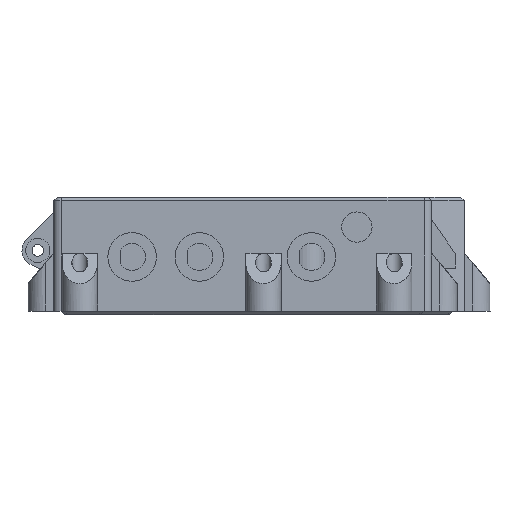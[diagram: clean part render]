
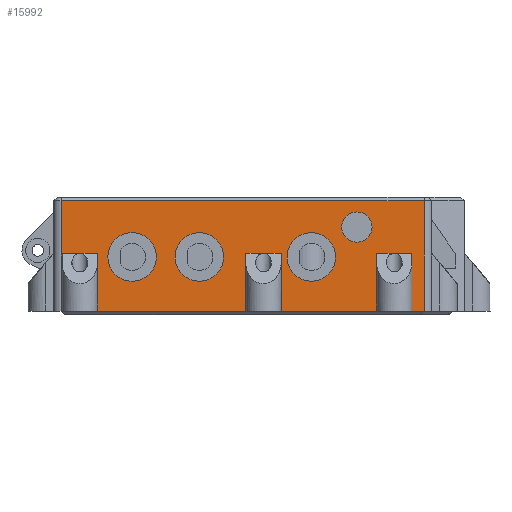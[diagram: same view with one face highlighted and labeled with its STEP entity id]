
A CAD part, left-side view. The second image highlights one B-rep face of the part: STEP entity #15992.
In plain terms, the highlighted planar face has unit normal (-1, 0, 0).
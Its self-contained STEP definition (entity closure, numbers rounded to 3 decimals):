
#1171=FACE_BOUND('',#2903,.T.);
#1172=FACE_BOUND('',#2904,.T.);
#1173=FACE_BOUND('',#2905,.T.);
#1174=FACE_BOUND('',#2906,.T.);
#1282=CIRCLE('',#16306,6.5);
#1307=CIRCLE('',#16553,6.5);
#1308=CIRCLE('',#16554,4.05);
#1309=CIRCLE('',#16555,6.5);
#1983=FACE_OUTER_BOUND('',#2902,.T.);
#2902=EDGE_LOOP('',(#13576,#13577,#13578,#13579,#13580,#13581,#13582,#13583,
#13584,#13585,#13586,#13587,#13588,#13589,#13590,#13591,#13592,#13593,#13594));
#2903=EDGE_LOOP('',(#13595));
#2904=EDGE_LOOP('',(#13596));
#2905=EDGE_LOOP('',(#13597));
#2906=EDGE_LOOP('',(#13598));
#4192=LINE('',#29208,#5716);
#4198=LINE('',#29223,#5722);
#4260=LINE('',#29353,#5784);
#4261=LINE('',#29355,#5785);
#4262=LINE('',#29357,#5786);
#4263=LINE('',#29359,#5787);
#4264=LINE('',#29361,#5788);
#4265=LINE('',#29363,#5789);
#4266=LINE('',#29365,#5790);
#4267=LINE('',#29367,#5791);
#4268=LINE('',#29369,#5792);
#4269=LINE('',#29371,#5793);
#4270=LINE('',#29373,#5794);
#4271=LINE('',#29375,#5795);
#4272=LINE('',#29377,#5796);
#4273=LINE('',#29379,#5797);
#4274=LINE('',#29381,#5798);
#4275=LINE('',#29383,#5799);
#4276=LINE('',#29384,#5800);
#5716=VECTOR('',#18447,10.);
#5722=VECTOR('',#18465,10.);
#5784=VECTOR('',#18547,10.);
#5785=VECTOR('',#18548,10.);
#5786=VECTOR('',#18549,10.);
#5787=VECTOR('',#18550,10.);
#5788=VECTOR('',#18551,10.);
#5789=VECTOR('',#18552,10.);
#5790=VECTOR('',#18553,10.);
#5791=VECTOR('',#18554,10.);
#5792=VECTOR('',#18555,10.);
#5793=VECTOR('',#18556,10.);
#5794=VECTOR('',#18557,10.);
#5795=VECTOR('',#18558,10.);
#5796=VECTOR('',#18559,10.);
#5797=VECTOR('',#18560,10.);
#5798=VECTOR('',#18561,10.);
#5799=VECTOR('',#18562,10.);
#5800=VECTOR('',#18563,10.);
#6314=VERTEX_POINT('',#19956);
#7425=VERTEX_POINT('',#29203);
#7426=VERTEX_POINT('',#29207);
#7429=VERTEX_POINT('',#29221);
#7487=VERTEX_POINT('',#29352);
#7488=VERTEX_POINT('',#29354);
#7489=VERTEX_POINT('',#29356);
#7490=VERTEX_POINT('',#29358);
#7491=VERTEX_POINT('',#29360);
#7492=VERTEX_POINT('',#29362);
#7493=VERTEX_POINT('',#29364);
#7494=VERTEX_POINT('',#29366);
#7495=VERTEX_POINT('',#29368);
#7496=VERTEX_POINT('',#29370);
#7497=VERTEX_POINT('',#29372);
#7498=VERTEX_POINT('',#29374);
#7499=VERTEX_POINT('',#29376);
#7500=VERTEX_POINT('',#29378);
#7501=VERTEX_POINT('',#29380);
#7502=VERTEX_POINT('',#29382);
#7503=VERTEX_POINT('',#29385);
#7504=VERTEX_POINT('',#29387);
#7505=VERTEX_POINT('',#29389);
#7898=EDGE_CURVE('',#6314,#6314,#1282,.T.);
#9527=EDGE_CURVE('',#7425,#7426,#4192,.T.);
#9535=EDGE_CURVE('',#7429,#7425,#4198,.T.);
#9600=EDGE_CURVE('',#7487,#7429,#4260,.T.);
#9601=EDGE_CURVE('',#7487,#7488,#4261,.T.);
#9602=EDGE_CURVE('',#7488,#7489,#4262,.T.);
#9603=EDGE_CURVE('',#7489,#7490,#4263,.T.);
#9604=EDGE_CURVE('',#7490,#7491,#4264,.T.);
#9605=EDGE_CURVE('',#7492,#7491,#4265,.T.);
#9606=EDGE_CURVE('',#7492,#7493,#4266,.T.);
#9607=EDGE_CURVE('',#7493,#7494,#4267,.T.);
#9608=EDGE_CURVE('',#7494,#7495,#4268,.T.);
#9609=EDGE_CURVE('',#7495,#7496,#4269,.T.);
#9610=EDGE_CURVE('',#7497,#7496,#4270,.T.);
#9611=EDGE_CURVE('',#7497,#7498,#4271,.T.);
#9612=EDGE_CURVE('',#7498,#7499,#4272,.T.);
#9613=EDGE_CURVE('',#7499,#7500,#4273,.T.);
#9614=EDGE_CURVE('',#7500,#7501,#4274,.T.);
#9615=EDGE_CURVE('',#7502,#7501,#4275,.T.);
#9616=EDGE_CURVE('',#7426,#7502,#4276,.T.);
#9617=EDGE_CURVE('',#7503,#7503,#1307,.T.);
#9618=EDGE_CURVE('',#7504,#7504,#1308,.T.);
#9619=EDGE_CURVE('',#7505,#7505,#1309,.T.);
#13576=ORIENTED_EDGE('',*,*,#9527,.F.);
#13577=ORIENTED_EDGE('',*,*,#9535,.F.);
#13578=ORIENTED_EDGE('',*,*,#9600,.F.);
#13579=ORIENTED_EDGE('',*,*,#9601,.T.);
#13580=ORIENTED_EDGE('',*,*,#9602,.T.);
#13581=ORIENTED_EDGE('',*,*,#9603,.T.);
#13582=ORIENTED_EDGE('',*,*,#9604,.T.);
#13583=ORIENTED_EDGE('',*,*,#9605,.F.);
#13584=ORIENTED_EDGE('',*,*,#9606,.T.);
#13585=ORIENTED_EDGE('',*,*,#9607,.T.);
#13586=ORIENTED_EDGE('',*,*,#9608,.T.);
#13587=ORIENTED_EDGE('',*,*,#9609,.T.);
#13588=ORIENTED_EDGE('',*,*,#9610,.F.);
#13589=ORIENTED_EDGE('',*,*,#9611,.T.);
#13590=ORIENTED_EDGE('',*,*,#9612,.T.);
#13591=ORIENTED_EDGE('',*,*,#9613,.T.);
#13592=ORIENTED_EDGE('',*,*,#9614,.T.);
#13593=ORIENTED_EDGE('',*,*,#9615,.F.);
#13594=ORIENTED_EDGE('',*,*,#9616,.F.);
#13595=ORIENTED_EDGE('',*,*,#7898,.T.);
#13596=ORIENTED_EDGE('',*,*,#9617,.T.);
#13597=ORIENTED_EDGE('',*,*,#9618,.T.);
#13598=ORIENTED_EDGE('',*,*,#9619,.T.);
#15182=PLANE('',#16552);
#15992=ADVANCED_FACE('',(#1983,#1171,#1172,#1173,#1174),#15182,.T.);
#16306=AXIS2_PLACEMENT_3D('',#19957,#17077,#17078);
#16552=AXIS2_PLACEMENT_3D('',#29351,#18545,#18546);
#16553=AXIS2_PLACEMENT_3D('',#29386,#18564,#18565);
#16554=AXIS2_PLACEMENT_3D('',#29388,#18566,#18567);
#16555=AXIS2_PLACEMENT_3D('',#29390,#18568,#18569);
#17077=DIRECTION('center_axis',(1.,0.,0.));
#17078=DIRECTION('ref_axis',(0.,-1.,0.));
#18447=DIRECTION('',(0.,-1.,0.));
#18465=DIRECTION('',(0.,0.,1.));
#18545=DIRECTION('center_axis',(-1.,0.,0.));
#18546=DIRECTION('ref_axis',(0.,0.,1.));
#18547=DIRECTION('',(0.,1.,0.));
#18548=DIRECTION('',(0.,0.,1.));
#18549=DIRECTION('',(0.,-1.,0.));
#18550=DIRECTION('',(0.,-1.,0.));
#18551=DIRECTION('',(0.,0.,-1.));
#18552=DIRECTION('',(0.,1.,0.));
#18553=DIRECTION('',(0.,0.,1.));
#18554=DIRECTION('',(0.,-1.,0.));
#18555=DIRECTION('',(0.,-1.,0.));
#18556=DIRECTION('',(0.,0.,-1.));
#18557=DIRECTION('',(0.,1.,0.));
#18558=DIRECTION('',(0.,0.,1.));
#18559=DIRECTION('',(0.,-1.,0.));
#18560=DIRECTION('',(0.,-1.,0.));
#18561=DIRECTION('',(0.,0.,-1.));
#18562=DIRECTION('',(0.,1.,0.));
#18563=DIRECTION('',(0.,0.,-1.));
#18564=DIRECTION('center_axis',(1.,0.,0.));
#18565=DIRECTION('ref_axis',(0.,-1.,0.));
#18566=DIRECTION('center_axis',(1.,0.,0.));
#18567=DIRECTION('ref_axis',(0.,-1.,0.));
#18568=DIRECTION('center_axis',(1.,0.,0.));
#18569=DIRECTION('ref_axis',(0.,-1.,0.));
#19956=CARTESIAN_POINT('',(-52.95,19.,9.));
#19957=CARTESIAN_POINT('Origin',(-52.95,12.5,9.));
#29203=CARTESIAN_POINT('',(-52.95,79.5,24.));
#29207=CARTESIAN_POINT('',(-52.95,-17.7,24.));
#29208=CARTESIAN_POINT('',(-52.95,5.6,24.));
#29221=CARTESIAN_POINT('',(-52.95,79.5,-5.5));
#29223=CARTESIAN_POINT('',(-52.95,79.5,25.));
#29351=CARTESIAN_POINT('Origin',(-52.95,-19.7,25.));
#29352=CARTESIAN_POINT('',(-52.95,79.25,-5.5));
#29353=CARTESIAN_POINT('',(-52.95,5.6,-5.5));
#29354=CARTESIAN_POINT('',(-52.95,79.25,10.));
#29355=CARTESIAN_POINT('',(-52.95,79.25,10.));
#29356=CARTESIAN_POINT('',(-52.95,74.5,10.));
#29357=CARTESIAN_POINT('',(-52.95,27.4,10.));
#29358=CARTESIAN_POINT('',(-52.95,69.75,10.));
#29359=CARTESIAN_POINT('',(-52.95,27.4,10.));
#29360=CARTESIAN_POINT('',(-52.95,69.75,-5.5));
#29361=CARTESIAN_POINT('',(-52.95,69.75,-5.));
#29362=CARTESIAN_POINT('',(-52.95,30.05,-5.5));
#29363=CARTESIAN_POINT('',(-52.95,5.6,-5.5));
#29364=CARTESIAN_POINT('',(-52.95,30.05,10.));
#29365=CARTESIAN_POINT('',(-52.95,30.05,10.));
#29366=CARTESIAN_POINT('',(-52.95,25.3,10.));
#29367=CARTESIAN_POINT('',(-52.95,2.8,10.));
#29368=CARTESIAN_POINT('',(-52.95,20.55,10.));
#29369=CARTESIAN_POINT('',(-52.95,2.8,10.));
#29370=CARTESIAN_POINT('',(-52.95,20.55,-5.5));
#29371=CARTESIAN_POINT('',(-52.95,20.55,-5.));
#29372=CARTESIAN_POINT('',(-52.95,-4.95,-5.5));
#29373=CARTESIAN_POINT('',(-52.95,5.6,-5.5));
#29374=CARTESIAN_POINT('',(-52.95,-4.95,10.));
#29375=CARTESIAN_POINT('',(-52.95,-4.95,10.));
#29376=CARTESIAN_POINT('',(-52.95,-9.7,10.));
#29377=CARTESIAN_POINT('',(-52.95,-14.7,10.));
#29378=CARTESIAN_POINT('',(-52.95,-14.45,10.));
#29379=CARTESIAN_POINT('',(-52.95,-14.7,10.));
#29380=CARTESIAN_POINT('',(-52.95,-14.45,-5.5));
#29381=CARTESIAN_POINT('',(-52.95,-14.45,-5.));
#29382=CARTESIAN_POINT('',(-52.95,-17.7,-5.5));
#29383=CARTESIAN_POINT('',(-52.95,5.6,-5.5));
#29384=CARTESIAN_POINT('',(-52.95,-17.7,25.));
#29385=CARTESIAN_POINT('',(-52.95,49.,9.));
#29386=CARTESIAN_POINT('Origin',(-52.95,42.5,9.));
#29387=CARTESIAN_POINT('',(-52.95,4.35,17.));
#29388=CARTESIAN_POINT('Origin',(-52.95,0.3,17.));
#29389=CARTESIAN_POINT('',(-52.95,67.,9.));
#29390=CARTESIAN_POINT('Origin',(-52.95,60.5,9.));
